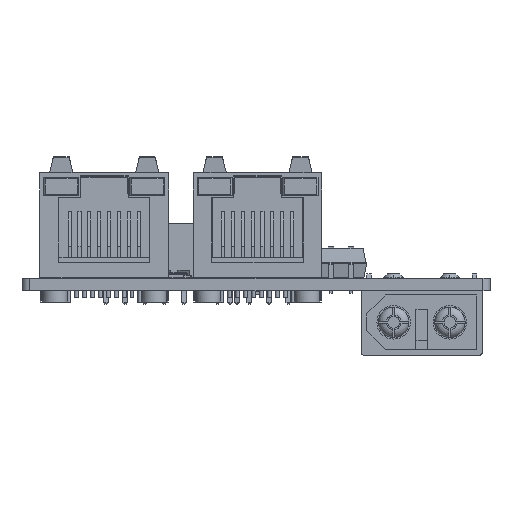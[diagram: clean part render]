
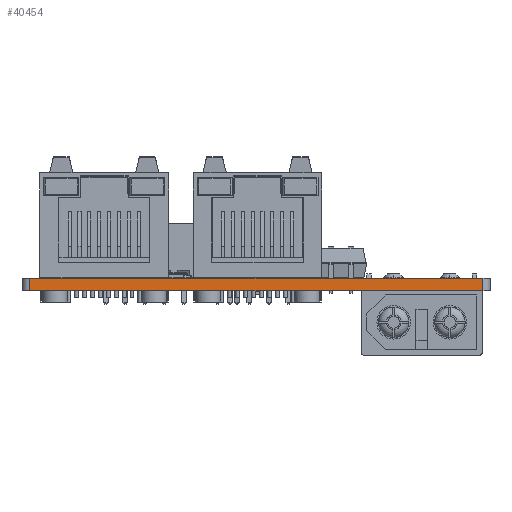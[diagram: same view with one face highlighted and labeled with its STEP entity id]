
A CAD part, front view. The second image highlights one B-rep face of the part: STEP entity #40454.
In plain terms, the highlighted planar face has unit normal (0, -1, 0).
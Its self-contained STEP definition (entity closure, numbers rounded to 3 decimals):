
#38413 = VERTEX_POINT('',#38414);
#38414 = CARTESIAN_POINT('',(81.,-148.48,0.));
#38421 = EDGE_CURVE('',#38422,#38413,#38424,.T.);
#38422 = VERTEX_POINT('',#38423);
#38423 = CARTESIAN_POINT('',(139.,-148.48,0.));
#38424 = LINE('',#38425,#38426);
#38425 = CARTESIAN_POINT('',(139.,-148.48,0.));
#38426 = VECTOR('',#38427,1.);
#38427 = DIRECTION('',(-1.,0.,0.));
#39394 = VERTEX_POINT('',#39395);
#39395 = CARTESIAN_POINT('',(81.,-148.48,1.6));
#39402 = EDGE_CURVE('',#39403,#39394,#39405,.T.);
#39403 = VERTEX_POINT('',#39404);
#39404 = CARTESIAN_POINT('',(139.,-148.48,1.6));
#39405 = LINE('',#39406,#39407);
#39406 = CARTESIAN_POINT('',(139.,-148.48,1.6));
#39407 = VECTOR('',#39408,1.);
#39408 = DIRECTION('',(-1.,0.,0.));
#40426 = EDGE_CURVE('',#38422,#39403,#40427,.T.);
#40427 = LINE('',#40428,#40429);
#40428 = CARTESIAN_POINT('',(139.,-148.48,0.));
#40429 = VECTOR('',#40430,1.);
#40430 = DIRECTION('',(0.,0.,1.));
#40454 = ADVANCED_FACE('',(#40455),#40466,.T.);
#40455 = FACE_BOUND('',#40456,.T.);
#40456 = EDGE_LOOP('',(#40457,#40458,#40459,#40465));
#40457 = ORIENTED_EDGE('',*,*,#40426,.T.);
#40458 = ORIENTED_EDGE('',*,*,#39402,.T.);
#40459 = ORIENTED_EDGE('',*,*,#40460,.F.);
#40460 = EDGE_CURVE('',#38413,#39394,#40461,.T.);
#40461 = LINE('',#40462,#40463);
#40462 = CARTESIAN_POINT('',(81.,-148.48,0.));
#40463 = VECTOR('',#40464,1.);
#40464 = DIRECTION('',(0.,0.,1.));
#40465 = ORIENTED_EDGE('',*,*,#38421,.F.);
#40466 = PLANE('',#40467);
#40467 = AXIS2_PLACEMENT_3D('',#40468,#40469,#40470);
#40468 = CARTESIAN_POINT('',(139.,-148.48,0.));
#40469 = DIRECTION('',(0.,-1.,0.));
#40470 = DIRECTION('',(-1.,0.,0.));
